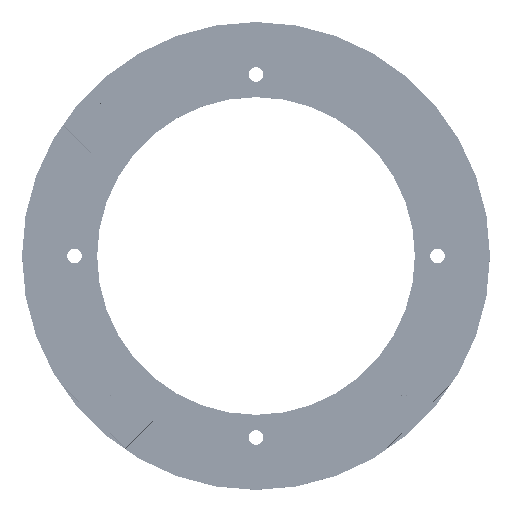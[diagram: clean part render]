
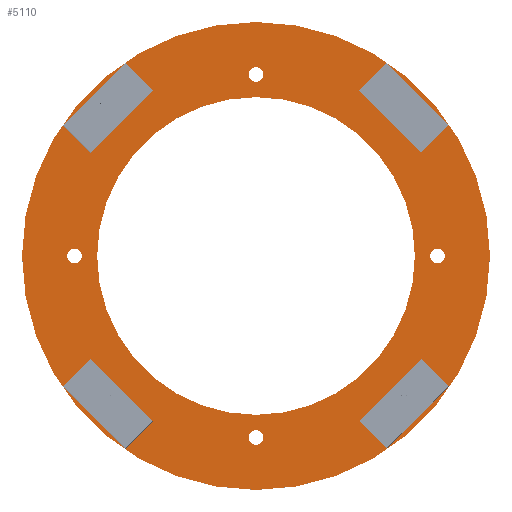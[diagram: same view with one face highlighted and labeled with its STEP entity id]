
A CAD part, top view. The second image highlights one B-rep face of the part: STEP entity #5110.
In plain terms, the highlighted planar face has unit normal (0, 0, 1).
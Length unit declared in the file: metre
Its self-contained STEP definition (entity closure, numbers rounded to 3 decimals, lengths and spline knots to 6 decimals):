
#541=CIRCLE('',#5458,0.002553);
#545=CIRCLE('',#5465,0.002553);
#549=CIRCLE('',#5472,0.002553);
#556=CIRCLE('',#5484,0.002553);
#557=CIRCLE('',#5486,0.002553);
#561=CIRCLE('',#5493,0.002553);
#565=CIRCLE('',#5500,0.002553);
#572=CIRCLE('',#5512,0.002553);
#573=CIRCLE('',#5514,0.002553);
#577=CIRCLE('',#5521,0.002553);
#581=CIRCLE('',#5528,0.002553);
#588=CIRCLE('',#5540,0.002553);
#589=CIRCLE('',#5542,0.004216);
#591=CIRCLE('',#5545,0.004216);
#593=CIRCLE('',#5548,0.004216);
#595=CIRCLE('',#5551,0.004216);
#597=CIRCLE('',#5554,0.092);
#599=CIRCLE('',#5557,0.1355);
#601=CIRCLE('',#5560,0.002553);
#602=CIRCLE('',#5561,0.002553);
#603=CIRCLE('',#5562,0.002553);
#604=CIRCLE('',#5563,0.002553);
#963=ORIENTED_EDGE('',*,*,#2360,.F.);
#964=ORIENTED_EDGE('',*,*,#2345,.F.);
#965=ORIENTED_EDGE('',*,*,#2353,.F.);
#966=ORIENTED_EDGE('',*,*,#2349,.F.);
#967=ORIENTED_EDGE('',*,*,#2376,.F.);
#968=ORIENTED_EDGE('',*,*,#2361,.F.);
#969=ORIENTED_EDGE('',*,*,#2369,.F.);
#970=ORIENTED_EDGE('',*,*,#2365,.F.);
#971=ORIENTED_EDGE('',*,*,#2392,.F.);
#972=ORIENTED_EDGE('',*,*,#2377,.F.);
#973=ORIENTED_EDGE('',*,*,#2385,.F.);
#974=ORIENTED_EDGE('',*,*,#2381,.F.);
#975=ORIENTED_EDGE('',*,*,#2405,.F.);
#976=ORIENTED_EDGE('',*,*,#2406,.F.);
#977=ORIENTED_EDGE('',*,*,#2407,.F.);
#978=ORIENTED_EDGE('',*,*,#2408,.F.);
#979=ORIENTED_EDGE('',*,*,#2401,.F.);
#980=ORIENTED_EDGE('',*,*,#2399,.F.);
#981=ORIENTED_EDGE('',*,*,#2397,.F.);
#982=ORIENTED_EDGE('',*,*,#2395,.F.);
#983=ORIENTED_EDGE('',*,*,#2393,.F.);
#984=ORIENTED_EDGE('',*,*,#2403,.T.);
#2345=EDGE_CURVE('',#3087,#3087,#541,.T.);
#2349=EDGE_CURVE('',#3091,#3091,#545,.T.);
#2353=EDGE_CURVE('',#3095,#3095,#549,.T.);
#2360=EDGE_CURVE('',#3102,#3102,#556,.T.);
#2361=EDGE_CURVE('',#3103,#3103,#557,.T.);
#2365=EDGE_CURVE('',#3107,#3107,#561,.T.);
#2369=EDGE_CURVE('',#3111,#3111,#565,.T.);
#2376=EDGE_CURVE('',#3118,#3118,#572,.T.);
#2377=EDGE_CURVE('',#3119,#3119,#573,.T.);
#2381=EDGE_CURVE('',#3123,#3123,#577,.T.);
#2385=EDGE_CURVE('',#3127,#3127,#581,.T.);
#2392=EDGE_CURVE('',#3134,#3134,#588,.T.);
#2393=EDGE_CURVE('',#3135,#3135,#589,.T.);
#2395=EDGE_CURVE('',#3137,#3137,#591,.T.);
#2397=EDGE_CURVE('',#3139,#3139,#593,.T.);
#2399=EDGE_CURVE('',#3141,#3141,#595,.T.);
#2401=EDGE_CURVE('',#3143,#3143,#597,.T.);
#2403=EDGE_CURVE('',#3145,#3145,#599,.T.);
#2405=EDGE_CURVE('',#3147,#3147,#601,.T.);
#2406=EDGE_CURVE('',#3148,#3148,#602,.T.);
#2407=EDGE_CURVE('',#3149,#3149,#603,.T.);
#2408=EDGE_CURVE('',#3150,#3150,#604,.T.);
#3087=VERTEX_POINT('',#7642);
#3091=VERTEX_POINT('',#7653);
#3095=VERTEX_POINT('',#7664);
#3102=VERTEX_POINT('',#7683);
#3103=VERTEX_POINT('',#7686);
#3107=VERTEX_POINT('',#7697);
#3111=VERTEX_POINT('',#7708);
#3118=VERTEX_POINT('',#7727);
#3119=VERTEX_POINT('',#7730);
#3123=VERTEX_POINT('',#7741);
#3127=VERTEX_POINT('',#7752);
#3134=VERTEX_POINT('',#7771);
#3135=VERTEX_POINT('',#7774);
#3137=VERTEX_POINT('',#7779);
#3139=VERTEX_POINT('',#7784);
#3141=VERTEX_POINT('',#7789);
#3143=VERTEX_POINT('',#7794);
#3145=VERTEX_POINT('',#7799);
#3147=VERTEX_POINT('',#7804);
#3148=VERTEX_POINT('',#7806);
#3149=VERTEX_POINT('',#7808);
#3150=VERTEX_POINT('',#7810);
#4095=EDGE_LOOP('',(#963));
#4096=EDGE_LOOP('',(#964));
#4097=EDGE_LOOP('',(#965));
#4098=EDGE_LOOP('',(#966));
#4099=EDGE_LOOP('',(#967));
#4100=EDGE_LOOP('',(#968));
#4101=EDGE_LOOP('',(#969));
#4102=EDGE_LOOP('',(#970));
#4103=EDGE_LOOP('',(#971));
#4104=EDGE_LOOP('',(#972));
#4105=EDGE_LOOP('',(#973));
#4106=EDGE_LOOP('',(#974));
#4107=EDGE_LOOP('',(#975));
#4108=EDGE_LOOP('',(#976));
#4109=EDGE_LOOP('',(#977));
#4110=EDGE_LOOP('',(#978));
#4111=EDGE_LOOP('',(#979));
#4112=EDGE_LOOP('',(#980));
#4113=EDGE_LOOP('',(#981));
#4114=EDGE_LOOP('',(#982));
#4115=EDGE_LOOP('',(#983));
#4116=EDGE_LOOP('',(#984));
#4549=FACE_BOUND('',#4095,.T.);
#4550=FACE_BOUND('',#4096,.T.);
#4551=FACE_BOUND('',#4097,.T.);
#4552=FACE_BOUND('',#4098,.T.);
#4553=FACE_BOUND('',#4099,.T.);
#4554=FACE_BOUND('',#4100,.T.);
#4555=FACE_BOUND('',#4101,.T.);
#4556=FACE_BOUND('',#4102,.T.);
#4557=FACE_BOUND('',#4103,.T.);
#4558=FACE_BOUND('',#4104,.T.);
#4559=FACE_BOUND('',#4105,.T.);
#4560=FACE_BOUND('',#4106,.T.);
#4561=FACE_BOUND('',#4107,.T.);
#4562=FACE_BOUND('',#4108,.T.);
#4563=FACE_BOUND('',#4109,.T.);
#4564=FACE_BOUND('',#4110,.T.);
#4565=FACE_BOUND('',#4111,.T.);
#4566=FACE_BOUND('',#4112,.T.);
#4567=FACE_BOUND('',#4113,.T.);
#4568=FACE_BOUND('',#4114,.T.);
#4569=FACE_BOUND('',#4115,.T.);
#4570=FACE_BOUND('',#4116,.T.);
#4913=PLANE('',#5559);
#5110=ADVANCED_FACE('',(#4549,#4550,#4551,#4552,#4553,#4554,#4555,#4556,
#4557,#4558,#4559,#4560,#4561,#4562,#4563,#4564,#4565,#4566,#4567,#4568,
#4569,#4570),#4913,.T.);
#5458=AXIS2_PLACEMENT_3D('',#7641,#6153,#6154);
#5465=AXIS2_PLACEMENT_3D('',#7652,#6167,#6168);
#5472=AXIS2_PLACEMENT_3D('',#7663,#6181,#6182);
#5484=AXIS2_PLACEMENT_3D('',#7682,#6205,#6206);
#5486=AXIS2_PLACEMENT_3D('',#7685,#6209,#6210);
#5493=AXIS2_PLACEMENT_3D('',#7696,#6223,#6224);
#5500=AXIS2_PLACEMENT_3D('',#7707,#6237,#6238);
#5512=AXIS2_PLACEMENT_3D('',#7726,#6261,#6262);
#5514=AXIS2_PLACEMENT_3D('',#7729,#6265,#6266);
#5521=AXIS2_PLACEMENT_3D('',#7740,#6279,#6280);
#5528=AXIS2_PLACEMENT_3D('',#7751,#6293,#6294);
#5540=AXIS2_PLACEMENT_3D('',#7770,#6317,#6318);
#5542=AXIS2_PLACEMENT_3D('',#7773,#6321,#6322);
#5545=AXIS2_PLACEMENT_3D('',#7778,#6327,#6328);
#5548=AXIS2_PLACEMENT_3D('',#7783,#6333,#6334);
#5551=AXIS2_PLACEMENT_3D('',#7788,#6339,#6340);
#5554=AXIS2_PLACEMENT_3D('',#7793,#6345,#6346);
#5557=AXIS2_PLACEMENT_3D('',#7798,#6351,#6352);
#5559=AXIS2_PLACEMENT_3D('',#7802,#6355,#6356);
#5560=AXIS2_PLACEMENT_3D('',#7803,#6357,#6358);
#5561=AXIS2_PLACEMENT_3D('',#7805,#6359,#6360);
#5562=AXIS2_PLACEMENT_3D('',#7807,#6361,#6362);
#5563=AXIS2_PLACEMENT_3D('',#7809,#6363,#6364);
#6153=DIRECTION('',(0.,0.,1.));
#6154=DIRECTION('',(0.,-1.,0.));
#6167=DIRECTION('',(0.,0.,1.));
#6168=DIRECTION('',(0.,-1.,0.));
#6181=DIRECTION('',(0.,0.,1.));
#6182=DIRECTION('',(0.,-1.,0.));
#6205=DIRECTION('',(0.,0.,1.));
#6206=DIRECTION('',(0.,-1.,0.));
#6209=DIRECTION('',(0.,0.,1.));
#6210=DIRECTION('',(-1.,0.,0.));
#6223=DIRECTION('',(0.,0.,1.));
#6224=DIRECTION('',(-1.,0.,0.));
#6237=DIRECTION('',(0.,0.,1.));
#6238=DIRECTION('',(-1.,0.,0.));
#6261=DIRECTION('',(0.,0.,1.));
#6262=DIRECTION('',(-1.,0.,0.));
#6265=DIRECTION('',(0.,0.,1.));
#6266=DIRECTION('',(0.,1.,0.));
#6279=DIRECTION('',(0.,0.,1.));
#6280=DIRECTION('',(0.,1.,0.));
#6293=DIRECTION('',(0.,0.,1.));
#6294=DIRECTION('',(0.,1.,0.));
#6317=DIRECTION('',(0.,0.,1.));
#6318=DIRECTION('',(0.,1.,0.));
#6321=DIRECTION('',(0.,0.,1.));
#6322=DIRECTION('',(1.,0.,0.));
#6327=DIRECTION('',(0.,0.,1.));
#6328=DIRECTION('',(1.,0.,0.));
#6333=DIRECTION('',(0.,0.,1.));
#6334=DIRECTION('',(1.,0.,0.));
#6339=DIRECTION('',(0.,0.,1.));
#6340=DIRECTION('',(1.,0.,0.));
#6345=DIRECTION('',(0.,0.,1.));
#6346=DIRECTION('',(1.,0.,0.));
#6351=DIRECTION('',(0.,0.,1.));
#6352=DIRECTION('',(1.,0.,0.));
#6355=DIRECTION('',(0.,0.,1.));
#6356=DIRECTION('',(1.,0.,0.));
#6357=DIRECTION('',(0.,0.,1.));
#6358=DIRECTION('',(1.,0.,0.));
#6359=DIRECTION('',(0.,0.,1.));
#6360=DIRECTION('',(1.,0.,0.));
#6361=DIRECTION('',(0.,0.,1.));
#6362=DIRECTION('',(1.,0.,0.));
#6363=DIRECTION('',(0.,0.,1.));
#6364=DIRECTION('',(1.,0.,0.));
#7641=CARTESIAN_POINT('',(0.103016,0.075591,0.0127));
#7642=CARTESIAN_POINT('',(0.103016,0.073038,0.0127));
#7652=CARTESIAN_POINT('',(0.06835,0.095796,0.0127));
#7653=CARTESIAN_POINT('',(0.06835,0.093244,0.0127));
#7663=CARTESIAN_POINT('',(0.095786,0.068361,0.0127));
#7664=CARTESIAN_POINT('',(0.095786,0.065808,0.0127));
#7682=CARTESIAN_POINT('',(0.07558,0.103026,0.0127));
#7683=CARTESIAN_POINT('',(0.07558,0.100474,0.0127));
#7685=CARTESIAN_POINT('',(0.075591,-0.103016,0.0127));
#7686=CARTESIAN_POINT('',(0.073038,-0.103016,0.0127));
#7696=CARTESIAN_POINT('',(0.095796,-0.06835,0.0127));
#7697=CARTESIAN_POINT('',(0.093244,-0.06835,0.0127));
#7707=CARTESIAN_POINT('',(0.068361,-0.095786,0.0127));
#7708=CARTESIAN_POINT('',(0.065808,-0.095786,0.0127));
#7726=CARTESIAN_POINT('',(0.103026,-0.07558,0.0127));
#7727=CARTESIAN_POINT('',(0.100474,-0.07558,0.0127));
#7729=CARTESIAN_POINT('',(-0.103016,-0.075591,0.0127));
#7730=CARTESIAN_POINT('',(-0.103016,-0.073038,0.0127));
#7740=CARTESIAN_POINT('',(-0.06835,-0.095796,0.0127));
#7741=CARTESIAN_POINT('',(-0.06835,-0.093244,0.0127));
#7751=CARTESIAN_POINT('',(-0.095786,-0.068361,0.0127));
#7752=CARTESIAN_POINT('',(-0.095786,-0.065808,0.0127));
#7770=CARTESIAN_POINT('',(-0.07558,-0.103026,0.0127));
#7771=CARTESIAN_POINT('',(-0.07558,-0.100474,0.0127));
#7773=CARTESIAN_POINT('',(-0.105144,0.,0.0127));
#7774=CARTESIAN_POINT('',(-0.100927,0.,0.0127));
#7778=CARTESIAN_POINT('',(0.,-0.105144,0.0127));
#7779=CARTESIAN_POINT('',(0.004216,-0.105144,0.0127));
#7783=CARTESIAN_POINT('',(0.105144,0.,0.0127));
#7784=CARTESIAN_POINT('',(0.10936,0.,0.0127));
#7788=CARTESIAN_POINT('',(0.,0.105144,0.0127));
#7789=CARTESIAN_POINT('',(0.004216,0.105144,0.0127));
#7793=CARTESIAN_POINT('',(0.,0.,0.0127));
#7794=CARTESIAN_POINT('',(0.092,0.,0.0127));
#7798=CARTESIAN_POINT('',(0.,0.,0.0127));
#7799=CARTESIAN_POINT('',(0.1355,0.,0.0127));
#7802=CARTESIAN_POINT('',(0.,0.,0.0127));
#7803=CARTESIAN_POINT('',(-0.095796,0.06835,0.0127));
#7804=CARTESIAN_POINT('',(-0.093244,0.06835,0.0127));
#7805=CARTESIAN_POINT('',(-0.068361,0.095786,0.0127));
#7806=CARTESIAN_POINT('',(-0.065808,0.095786,0.0127));
#7807=CARTESIAN_POINT('',(-0.075591,0.103016,0.0127));
#7808=CARTESIAN_POINT('',(-0.073038,0.103016,0.0127));
#7809=CARTESIAN_POINT('',(-0.103026,0.07558,0.0127));
#7810=CARTESIAN_POINT('',(-0.100474,0.07558,0.0127));
